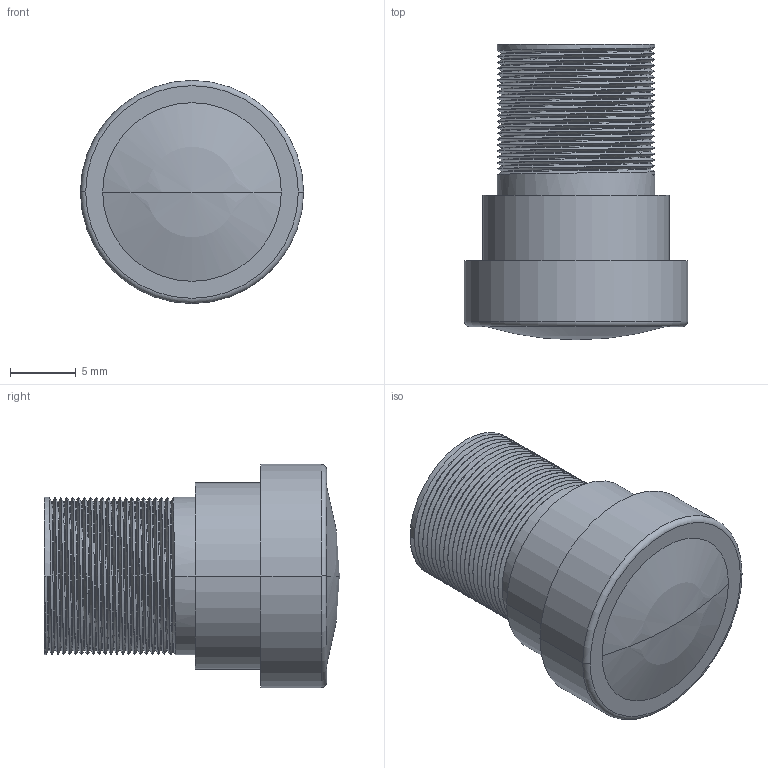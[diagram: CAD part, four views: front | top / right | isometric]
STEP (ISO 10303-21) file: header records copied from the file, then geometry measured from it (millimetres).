
FILE_DESCRIPTION((''),'2;1');
FILE_NAME('LN036','2021-06-28T17:02:40',('Arducam'),(''),'CREO PARAMETRIC BY PTC INC, 2019080','CREO PARAMETRIC BY PTC INC, 2019080','');
FILE_SCHEMA(('AUTOMOTIVE_DESIGN { 1 0 10303 214 1 1 1 1 }'));
Length unit declared in the file: millimetre
Products named in the file (1): LN036
Bounding box: 17 x 22.5 x 17 mm (x, y, z)
Volume: 3090.2 mm3; surface area: 1994.6 mm2
Topology: 2 solids, 2 shells, 86 faces, 222 edges, 142 vertices
Faces by surface type: cylinder 53, bspline 20, plane 8, torus 2, sphere 2, cone 1
Entity records: 11825 total; most frequent: CARTESIAN_POINT 9357, ORIENTED_EDGE 440, DIRECTION 261, EDGE_CURVE 220, VERTEX_POINT 142, B_SPLINE_CURVE_WITH_KNOTS 121, AXIS2_PLACEMENT_3D 96, EDGE_LOOP 90
